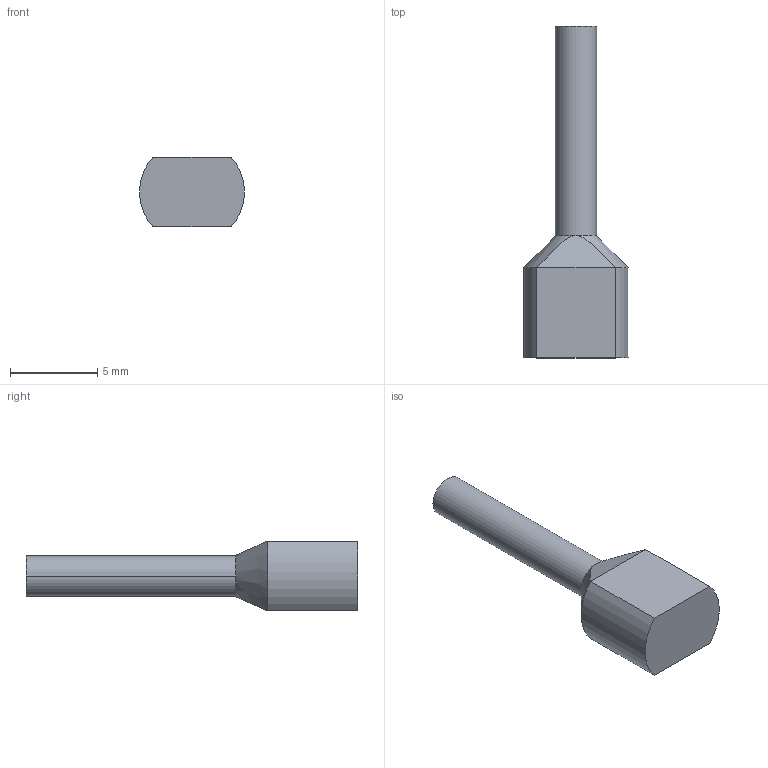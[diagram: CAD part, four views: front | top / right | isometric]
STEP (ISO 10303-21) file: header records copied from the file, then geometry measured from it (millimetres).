
FILE_DESCRIPTION(('SolidDesigner STEP Export'),'2;1');
FILE_NAME('3240679_AI_TWIN_2X_1_12_RD-select.stp','2013-12-03T11:10:06',(''),(''),'Creo Elements/Direct Modeling STEP processor for AP214 (Solid Model)','Creo Elements/Direct Modeling 18.1 06-May-2012 (C) Parametric Technology GmbH','');
FILE_SCHEMA(('AUTOMOTIVE_DESIGN { 1 0 10303 214 1 1 1 1 }'));
Length unit declared in the file: millimetre
Products named in the file (2): 3240679_AI_TWIN_2X_1_12_RD-select
Assembly tree (1 placements, depth 2):
  3240679_AI_TWIN_2X_1_12_RD-select
    3240679_AI_TWIN_2X_1_12_RD-select
Bounding box: 5.98 x 19 x 4 mm (x, y, z)
Volume: 188.8 mm3; surface area: 236.1 mm2
Topology: 1 solids, 1 shells, 12 faces, 24 edges, 14 vertices
Faces by surface type: plane 6, cylinder 4, cone 2
Entity records: 786 total; most frequent: CARTESIAN_POINT 415, ORIENTED_EDGE 48, DIRECTION 46, EDGE_CURVE 24, AXIS2_PLACEMENT_3D 18, VERTEX_POINT 14, COLOUR_RGB 13, FILL_AREA_STYLE_COLOUR 13
